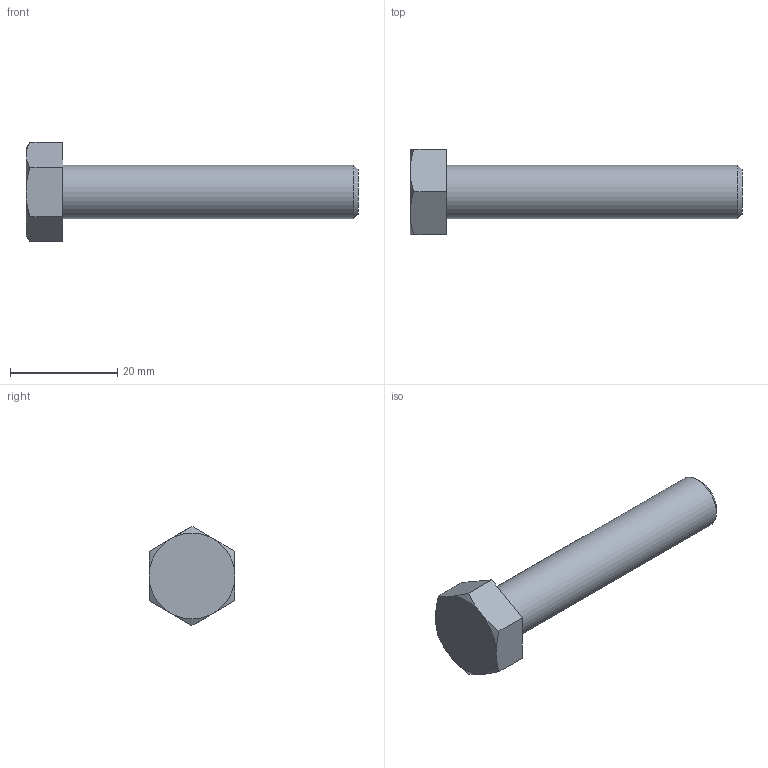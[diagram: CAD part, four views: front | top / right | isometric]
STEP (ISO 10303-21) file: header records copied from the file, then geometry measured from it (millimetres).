
FILE_DESCRIPTION( ( '' ), ' ' );
FILE_NAME( '5bb7058f35dee214c5ffec30.step', '2018-10-05T06:32:48', ( '' ), ( '' ), ' ', ' ', ' ' );
FILE_SCHEMA( ( 'AUTOMOTIVE_DESIGN { 1 0 10303 214 1 1 1 1 }' ) );
Length unit declared in the file: metre
Products named in the file (1): Hex_Bolt_M10
Bounding box: 61.85 x 16 x 18.48 mm (x, y, z)
Volume: 5823.7 mm3; surface area: 2524.4 mm2
Topology: 1 solids, 1 shells, 17 faces, 36 edges, 22 vertices
Faces by surface type: plane 9, cone 7, cylinder 1
Full cylindrical faces by diameter (mm): 10 x1
Entity records: 691 total; most frequent: CARTESIAN_POINT 203, DIRECTION 66, ORIENTED_EDGE 66, EDGE_CURVE 33, AXIS2_PLACEMENT_3D 27, VERTEX_POINT 21, EDGE_LOOP 20, FACE_OUTER_BOUND 18
